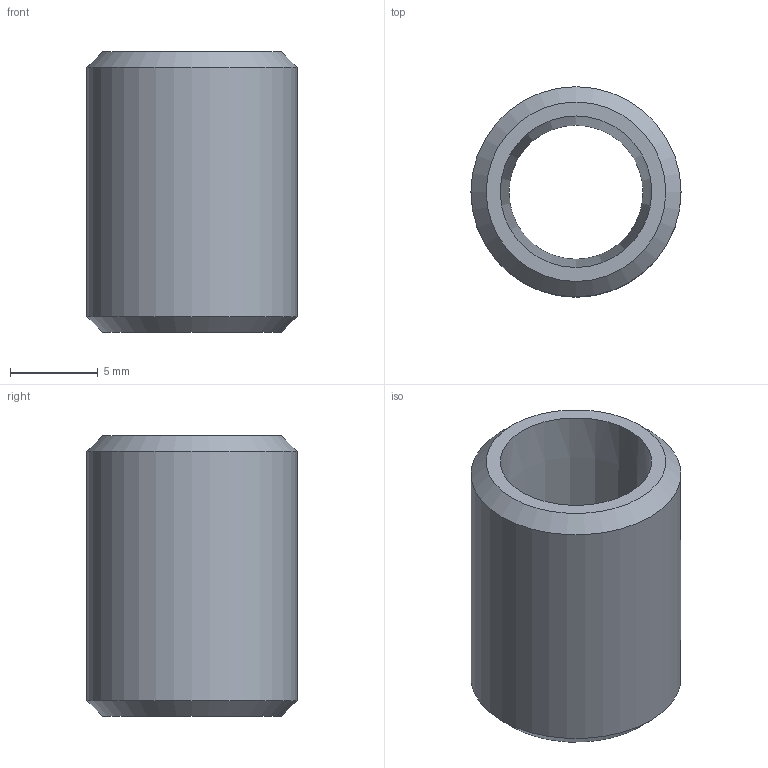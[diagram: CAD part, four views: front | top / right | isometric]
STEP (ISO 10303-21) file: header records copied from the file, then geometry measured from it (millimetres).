
FILE_DESCRIPTION(/* description */ (''),/* implementation_level */ '2;1');
FILE_NAME(/* name */ '210100.stp',/* time_stamp */ '2020-12-11T09:58:56+01:00',/* author */ ('Spacek'),/* organization */ ('Alutec K&K'),/* preprocessor_version */ 'ST-DEVELOPER v18.1',/* originating_system */ 'Autodesk Inventor 2021',/* authorisation */ '');
FILE_SCHEMA (('AUTOMOTIVE_DESIGN { 1 0 10303 214 3 1 1 }'));
Length unit declared in the file: millimetre
Products named in the file (1): 210100
Bounding box: 12 x 12 x 16 mm (x, y, z)
Volume: 945.8 mm3; surface area: 1093.9 mm2
Topology: 1 solids, 1 shells, 6 faces, 11 edges, 7 vertices
Faces by surface type: cone 3, plane 2, cylinder 1
Full cylindrical faces by diameter (mm): 12 x1
Entity records: 223 total; most frequent: DIRECTION 32, CARTESIAN_POINT 25, ORIENTED_EDGE 22, AXIS2_PLACEMENT_3D 14, EDGE_CURVE 11, EDGE_LOOP 8, CIRCLE 7, VERTEX_POINT 7
